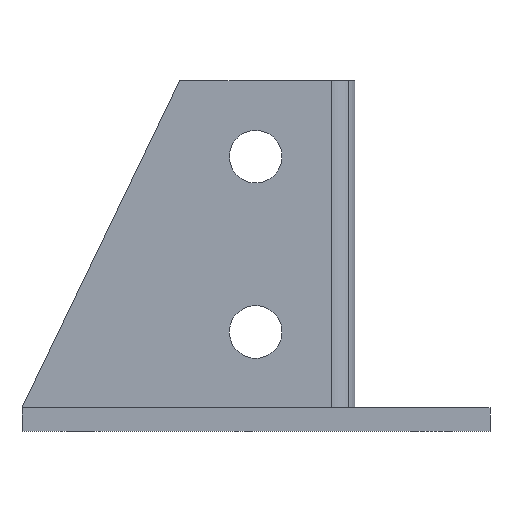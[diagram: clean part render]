
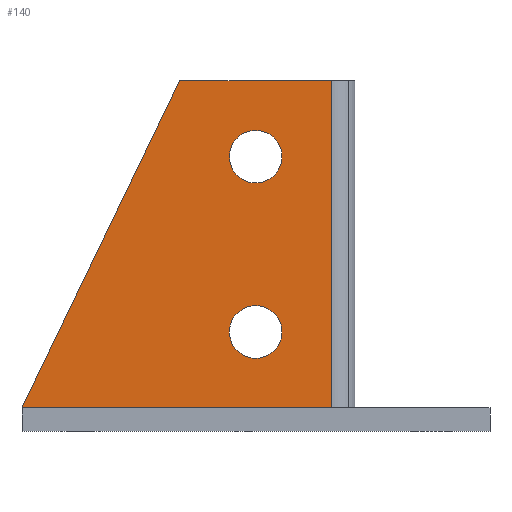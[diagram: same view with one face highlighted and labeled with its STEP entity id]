
A CAD part, front view. The second image highlights one B-rep face of the part: STEP entity #140.
In plain terms, the highlighted planar face has unit normal (0, -1, 0).
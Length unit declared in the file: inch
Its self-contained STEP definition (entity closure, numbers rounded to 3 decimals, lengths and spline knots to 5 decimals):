
#140=ADVANCED_FACE('',(#298,#299,#300),#301,.T.);
#298=FACE_BOUND('',#629,.T.);
#299=FACE_BOUND('',#630,.T.);
#300=FACE_OUTER_BOUND('',#631,.T.);
#301=PLANE('',#632);
#629=EDGE_LOOP('',(#980,#981,#982,#983));
#630=EDGE_LOOP('',(#984,#985,#986,#987));
#631=EDGE_LOOP('',(#988,#989,#990,#991));
#632=AXIS2_PLACEMENT_3D('',#992,#993,#994);
#980=ORIENTED_EDGE('',*,*,#1159,.F.);
#981=ORIENTED_EDGE('',*,*,#1242,.F.);
#982=ORIENTED_EDGE('',*,*,#1246,.F.);
#983=ORIENTED_EDGE('',*,*,#1138,.F.);
#984=ORIENTED_EDGE('',*,*,#1163,.F.);
#985=ORIENTED_EDGE('',*,*,#1275,.F.);
#986=ORIENTED_EDGE('',*,*,#1128,.F.);
#987=ORIENTED_EDGE('',*,*,#1206,.F.);
#988=ORIENTED_EDGE('',*,*,#1276,.F.);
#989=ORIENTED_EDGE('',*,*,#1277,.F.);
#990=ORIENTED_EDGE('',*,*,#1181,.F.);
#991=ORIENTED_EDGE('',*,*,#1278,.F.);
#992=CARTESIAN_POINT('',(1.9831,1.44063,1.76152));
#993=DIRECTION('',(0.0,-1.0,0.0));
#994=DIRECTION('',(1.0,0.0,0.0));
#1128=EDGE_CURVE('',#1318,#1319,#1320,.T.);
#1138=EDGE_CURVE('',#1336,#1337,#1338,.T.);
#1159=EDGE_CURVE('',#1373,#1336,#1374,.T.);
#1163=EDGE_CURVE('',#1379,#1380,#1381,.T.);
#1181=EDGE_CURVE('',#1409,#1410,#1411,.T.);
#1206=EDGE_CURVE('',#1380,#1318,#1454,.T.);
#1242=EDGE_CURVE('',#1505,#1373,#1506,.T.);
#1246=EDGE_CURVE('',#1337,#1505,#1511,.T.);
#1275=EDGE_CURVE('',#1319,#1379,#1548,.T.);
#1276=EDGE_CURVE('',#1549,#1550,#1551,.T.);
#1277=EDGE_CURVE('',#1410,#1549,#1552,.T.);
#1278=EDGE_CURVE('',#1550,#1409,#1553,.T.);
#1318=VERTEX_POINT('',#1601);
#1319=VERTEX_POINT('',#1602);
#1320=B_SPLINE_CURVE_WITH_KNOTS('',3,(#1603,#1604,#1605,#1606),.UNSPECIFIED.,.F.,.F.,(4,4),(0.0,80.0),.UNSPECIFIED.);
#1336=VERTEX_POINT('',#1631);
#1337=VERTEX_POINT('',#1632);
#1338=B_SPLINE_CURVE_WITH_KNOTS('',3,(#1633,#1634,#1635,#1636),.UNSPECIFIED.,.F.,.F.,(4,4),(0.0,80.0),.UNSPECIFIED.);
#1373=VERTEX_POINT('',#1700);
#1374=B_SPLINE_CURVE_WITH_KNOTS('',3,(#1701,#1702,#1703,#1704),.UNSPECIFIED.,.F.,.F.,(4,4),(0.0,80.0),.UNSPECIFIED.);
#1379=VERTEX_POINT('',#1713);
#1380=VERTEX_POINT('',#1714);
#1381=B_SPLINE_CURVE_WITH_KNOTS('',3,(#1715,#1716,#1717,#1718),.UNSPECIFIED.,.F.,.F.,(4,4),(0.0,80.0),.UNSPECIFIED.);
#1409=VERTEX_POINT('',#1773);
#1410=VERTEX_POINT('',#1774);
#1411=LINE('',#1775,#1776);
#1454=B_SPLINE_CURVE_WITH_KNOTS('',3,(#1848,#1849,#1850,#1851),.UNSPECIFIED.,.F.,.F.,(4,4),(0.0,80.0),.UNSPECIFIED.);
#1505=VERTEX_POINT('',#1956);
#1506=B_SPLINE_CURVE_WITH_KNOTS('',3,(#1957,#1958,#1959,#1960),.UNSPECIFIED.,.F.,.F.,(4,4),(0.0,80.0),.UNSPECIFIED.);
#1511=B_SPLINE_CURVE_WITH_KNOTS('',3,(#1969,#1970,#1971,#1972),.UNSPECIFIED.,.F.,.F.,(4,4),(0.0,80.0),.UNSPECIFIED.);
#1548=B_SPLINE_CURVE_WITH_KNOTS('',3,(#2057,#2058,#2059,#2060),.UNSPECIFIED.,.F.,.F.,(4,4),(0.0,80.0),.UNSPECIFIED.);
#1549=VERTEX_POINT('',#2061);
#1550=VERTEX_POINT('',#2062);
#1551=LINE('',#2063,#2064);
#1552=LINE('',#2065,#2066);
#1553=LINE('',#2067,#2068);
#1601=CARTESIAN_POINT('',(2.22056,1.44063,1.06317));
#1602=CARTESIAN_POINT('',(2.50204,1.44063,0.78168));
#1603=CARTESIAN_POINT('',(2.22056,1.44063,1.06317));
#1604=CARTESIAN_POINT('',(2.22056,1.44063,0.9077));
#1605=CARTESIAN_POINT('',(2.34658,1.44063,0.78168));
#1606=CARTESIAN_POINT('',(2.50204,1.44063,0.78168));
#1631=CARTESIAN_POINT('',(2.50204,1.44063,3.22117));
#1632=CARTESIAN_POINT('',(2.22056,1.44063,2.93969));
#1633=CARTESIAN_POINT('',(2.50204,1.44063,3.22117));
#1634=CARTESIAN_POINT('',(2.34658,1.44063,3.22117));
#1635=CARTESIAN_POINT('',(2.22056,1.44063,3.09515));
#1636=CARTESIAN_POINT('',(2.22056,1.44063,2.93969));
#1700=CARTESIAN_POINT('',(2.78352,1.44063,2.93969));
#1701=CARTESIAN_POINT('',(2.78352,1.44063,2.93969));
#1702=CARTESIAN_POINT('',(2.78352,1.44063,3.09515));
#1703=CARTESIAN_POINT('',(2.65751,1.44063,3.22117));
#1704=CARTESIAN_POINT('',(2.50204,1.44063,3.22117));
#1713=CARTESIAN_POINT('',(2.78352,1.44063,1.06317));
#1714=CARTESIAN_POINT('',(2.50204,1.44063,1.34465));
#1715=CARTESIAN_POINT('',(2.78352,1.44063,1.06317));
#1716=CARTESIAN_POINT('',(2.78352,1.44063,1.21861));
#1717=CARTESIAN_POINT('',(2.65751,1.44063,1.34465));
#1718=CARTESIAN_POINT('',(2.50204,1.44063,1.34465));
#1773=CARTESIAN_POINT('',(3.31454,1.44063,3.75286));
#1774=CARTESIAN_POINT('',(3.31487,1.44063,0.25));
#1775=CARTESIAN_POINT('',(3.31454,1.44063,3.75286));
#1776=VECTOR('',#2141,1.);
#1848=CARTESIAN_POINT('',(2.50204,1.44063,1.34465));
#1849=CARTESIAN_POINT('',(2.34658,1.44063,1.34465));
#1850=CARTESIAN_POINT('',(2.22056,1.44063,1.21861));
#1851=CARTESIAN_POINT('',(2.22056,1.44063,1.06317));
#1956=CARTESIAN_POINT('',(2.50204,1.44063,2.65821));
#1957=CARTESIAN_POINT('',(2.50204,1.44063,2.65821));
#1958=CARTESIAN_POINT('',(2.65751,1.44063,2.65821));
#1959=CARTESIAN_POINT('',(2.78352,1.44063,2.78423));
#1960=CARTESIAN_POINT('',(2.78352,1.44063,2.93969));
#1969=CARTESIAN_POINT('',(2.22056,1.44063,2.93969));
#1970=CARTESIAN_POINT('',(2.22056,1.44063,2.78423));
#1971=CARTESIAN_POINT('',(2.34658,1.44063,2.65821));
#1972=CARTESIAN_POINT('',(2.50204,1.44063,2.65821));
#2057=CARTESIAN_POINT('',(2.50204,1.44063,0.78168));
#2058=CARTESIAN_POINT('',(2.65751,1.44063,0.78168));
#2059=CARTESIAN_POINT('',(2.78352,1.44063,0.9077));
#2060=CARTESIAN_POINT('',(2.78352,1.44063,1.06317));
#2061=CARTESIAN_POINT('',(0.,1.44063,0.25));
#2062=CARTESIAN_POINT('',(1.68888,1.44063,3.75286));
#2063=CARTESIAN_POINT('',(0.,1.44063,0.25));
#2064=VECTOR('',#2184,1.);
#2065=CARTESIAN_POINT('',(2.24427,1.44063,0.25));
#2066=VECTOR('',#2185,1.);
#2067=CARTESIAN_POINT('',(1.68888,1.44063,3.75286));
#2068=VECTOR('',#2186,1.0);
#2141=DIRECTION('',(0.,0.0,-1.));
#2184=DIRECTION('',(0.434,0.0,0.901));
#2185=DIRECTION('',(-1.0,0.0,0.0));
#2186=DIRECTION('',(1.0,0.0,0.0));
